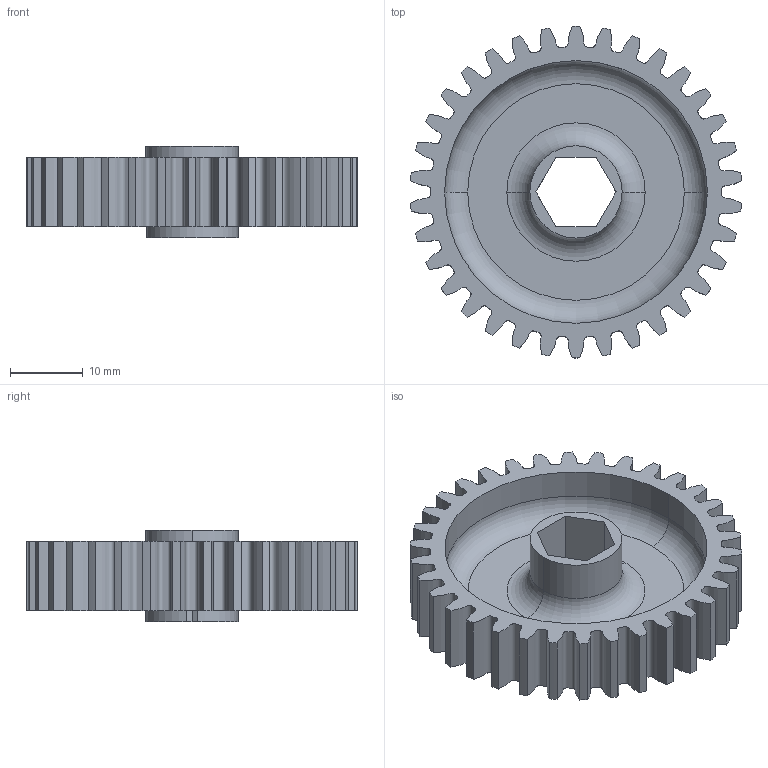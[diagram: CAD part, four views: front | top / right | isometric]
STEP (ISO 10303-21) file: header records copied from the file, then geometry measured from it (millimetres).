
FILE_DESCRIPTION (( 'STEP AP214' ), '1' );
FILE_NAME ('WCP-0548 Rev1.step', '2022-12-20T22:45:18', ( '' ), ( '' ), 'SwSTEP 2.0', 'SolidWorks 2020', '' );
FILE_SCHEMA (( 'AUTOMOTIVE_DESIGN' ));
Length unit declared in the file: inch
Products named in the file (1): WCP-0548 Rev1
Bounding box: 45.61 x 45.72 x 12.65 mm (x, y, z)
Volume: 7462.2 mm3; surface area: 6803.4 mm2
Topology: 1 solids, 1 shells, 91 faces, 257 edges, 170 vertices
Faces by surface type: cylinder 40, bspline 34, plane 13, torus 4
Entity records: 14979 total; most frequent: CARTESIAN_POINT 12725, ORIENTED_EDGE 514, DIRECTION 393, EDGE_CURVE 257, VERTEX_POINT 170, AXIS2_PLACEMENT_3D 146, LINE 101, VECTOR 101
